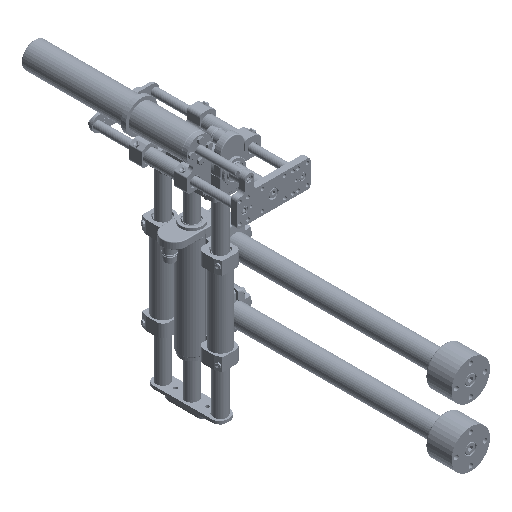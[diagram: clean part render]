
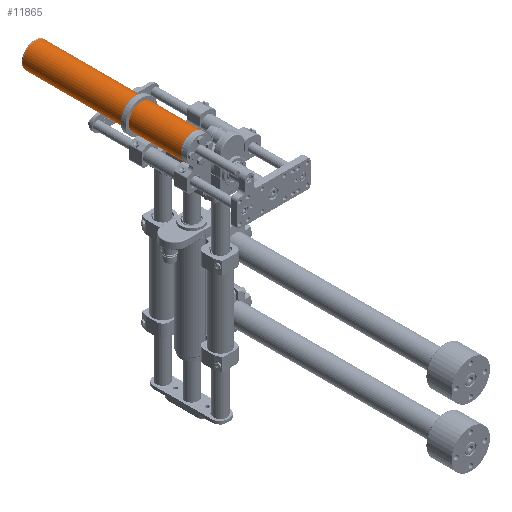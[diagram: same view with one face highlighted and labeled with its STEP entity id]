
A CAD part, isometric view. The second image highlights one B-rep face of the part: STEP entity #11865.
In plain terms, the highlighted cylindrical face has radius 20 mm (diameter 40 mm), a full revolution.
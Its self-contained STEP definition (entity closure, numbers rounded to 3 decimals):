
#3424 = CARTESIAN_POINT ( 'NONE',  ( 0., 248., 0. ) ) ;
#8061 = DIRECTION ( 'NONE',  ( 0., 0., -1. ) ) ;
#8141 = ORIENTED_EDGE ( 'NONE', *, *, #15541, .T. ) ;
#10472 = AXIS2_PLACEMENT_3D ( 'NONE', #51616, #99868, #83198 ) ;
#11315 = EDGE_LOOP ( 'NONE', ( #20512 ) ) ;
#11865 = ADVANCED_FACE ( 'NONE', ( #46935, #40667 ), #79028, .T. ) ;
#15541 = EDGE_CURVE ( 'NONE', #29105, #29105, #38512, .T. ) ;
#15960 = EDGE_CURVE ( 'NONE', #30640, #30640, #78284, .T. ) ;
#16815 = DIRECTION ( 'NONE',  ( 0., -1., 0. ) ) ;
#20512 = ORIENTED_EDGE ( 'NONE', *, *, #15960, .F. ) ;
#29105 = VERTEX_POINT ( 'NONE', #93406 ) ;
#30640 = VERTEX_POINT ( 'NONE', #101756 ) ;
#38512 = CIRCLE ( 'NONE', #96497, 20. ) ;
#40667 = FACE_OUTER_BOUND ( 'NONE', #11315, .T. ) ;
#46935 = FACE_OUTER_BOUND ( 'NONE', #70389, .T. ) ;
#47452 = CARTESIAN_POINT ( 'NONE',  ( 0., -0.6, 0. ) ) ;
#51616 = CARTESIAN_POINT ( 'NONE',  ( 0., 2., 0. ) ) ;
#70389 = EDGE_LOOP ( 'NONE', ( #8141 ) ) ;
#78284 = CIRCLE ( 'NONE', #10472, 20. ) ;
#79028 = CYLINDRICAL_SURFACE ( 'NONE', #100909, 20. ) ;
#82641 = DIRECTION ( 'NONE',  ( 0., 0., -1. ) ) ;
#83198 = DIRECTION ( 'NONE',  ( 0., 0., -1. ) ) ;
#93406 = CARTESIAN_POINT ( 'NONE',  ( 0., 248., -20. ) ) ;
#96497 = AXIS2_PLACEMENT_3D ( 'NONE', #3424, #97777, #82641 ) ;
#97777 = DIRECTION ( 'NONE',  ( 0., -1., 0. ) ) ;
#99868 = DIRECTION ( 'NONE',  ( 0., -1., 0. ) ) ;
#100909 = AXIS2_PLACEMENT_3D ( 'NONE', #47452, #16815, #8061 ) ;
#101756 = CARTESIAN_POINT ( 'NONE',  ( 0., 2., -20. ) ) ;
